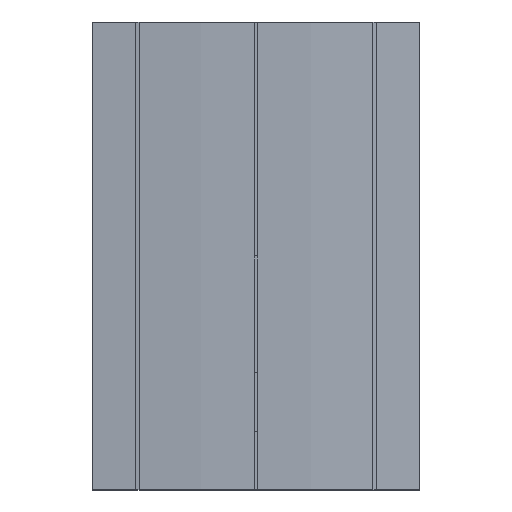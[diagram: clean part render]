
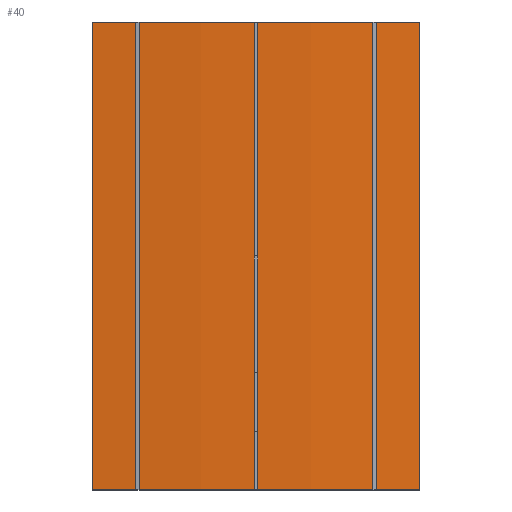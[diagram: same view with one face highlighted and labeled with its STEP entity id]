
A CAD part, top view. The second image highlights one B-rep face of the part: STEP entity #40.
In plain terms, the highlighted cylindrical face has radius 795.934 mm (diameter 1591.87 mm), a partial arc.
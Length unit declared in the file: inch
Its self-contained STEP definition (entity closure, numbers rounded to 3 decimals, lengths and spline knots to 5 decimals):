
#12=CYLINDRICAL_SURFACE('',#656,31.33599);
#40=ADVANCED_FACE('',(#79),#12,.T.);
#79=FACE_OUTER_BOUND('',#118,.T.);
#118=EDGE_LOOP('',(#199,#200,#201,#202));
#199=ORIENTED_EDGE('',*,*,#332,.T.);
#200=ORIENTED_EDGE('',*,*,#333,.T.);
#201=ORIENTED_EDGE('',*,*,#334,.F.);
#202=ORIENTED_EDGE('',*,*,#330,.F.);
#330=EDGE_CURVE('',#483,#484,#413,.T.);
#332=EDGE_CURVE('',#483,#485,#415,.T.);
#333=EDGE_CURVE('',#485,#486,#416,.T.);
#334=EDGE_CURVE('',#484,#486,#417,.T.);
#413=B_SPLINE_CURVE_WITH_KNOTS('',1,(#850,#851),.UNSPECIFIED.,.F.,.F.,(2,
2),(0.,10.),.UNSPECIFIED.);
#415=B_SPLINE_CURVE_WITH_KNOTS('',3,(#854,#855,#856,#857,#858),
 .UNSPECIFIED.,.F.,.F.,(4,1,4),(1.02792,4.53363,8.03933),
 .UNSPECIFIED.);
#416=B_SPLINE_CURVE_WITH_KNOTS('',1,(#859,#860),.UNSPECIFIED.,.F.,.F.,(2,
2),(0.,10.),.UNSPECIFIED.);
#417=B_SPLINE_CURVE_WITH_KNOTS('',3,(#861,#862,#863,#864,#865),
 .UNSPECIFIED.,.F.,.F.,(4,1,4),(1.02792,4.53363,8.03933),
 .UNSPECIFIED.);
#483=VERTEX_POINT('',#834);
#484=VERTEX_POINT('',#835);
#485=VERTEX_POINT('',#836);
#486=VERTEX_POINT('',#837);
#656=AXIS2_PLACEMENT_3D('',#825,#699,$);
#699=DIRECTION('',(0.,1.,0.));
#825=CARTESIAN_POINT('',(2.5,5.,-31.23599));
#834=CARTESIAN_POINT('',(-0.99887,0.,-0.09595));
#835=CARTESIAN_POINT('',(-0.99887,10.,-0.09595));
#836=CARTESIAN_POINT('',(5.99887,0.,-0.09595));
#837=CARTESIAN_POINT('',(5.99887,10.,-0.09595));
#850=CARTESIAN_POINT('',(-0.99887,0.,-0.09595));
#851=CARTESIAN_POINT('',(-0.99887,10.,-0.09595));
#854=CARTESIAN_POINT('',(-0.99887,0.,-0.09595));
#855=CARTESIAN_POINT('',(0.16194,0.,0.03425));
#856=CARTESIAN_POINT('',(2.5,0.,0.16575));
#857=CARTESIAN_POINT('',(4.83806,0.,0.03425));
#858=CARTESIAN_POINT('',(5.99887,0.,-0.09595));
#859=CARTESIAN_POINT('',(5.99887,0.,-0.09595));
#860=CARTESIAN_POINT('',(5.99887,10.,-0.09595));
#861=CARTESIAN_POINT('',(-0.99887,10.,-0.09595));
#862=CARTESIAN_POINT('',(0.16194,10.,0.03425));
#863=CARTESIAN_POINT('',(2.5,10.,0.16575));
#864=CARTESIAN_POINT('',(4.83806,10.,0.03425));
#865=CARTESIAN_POINT('',(5.99887,10.,-0.09595));
